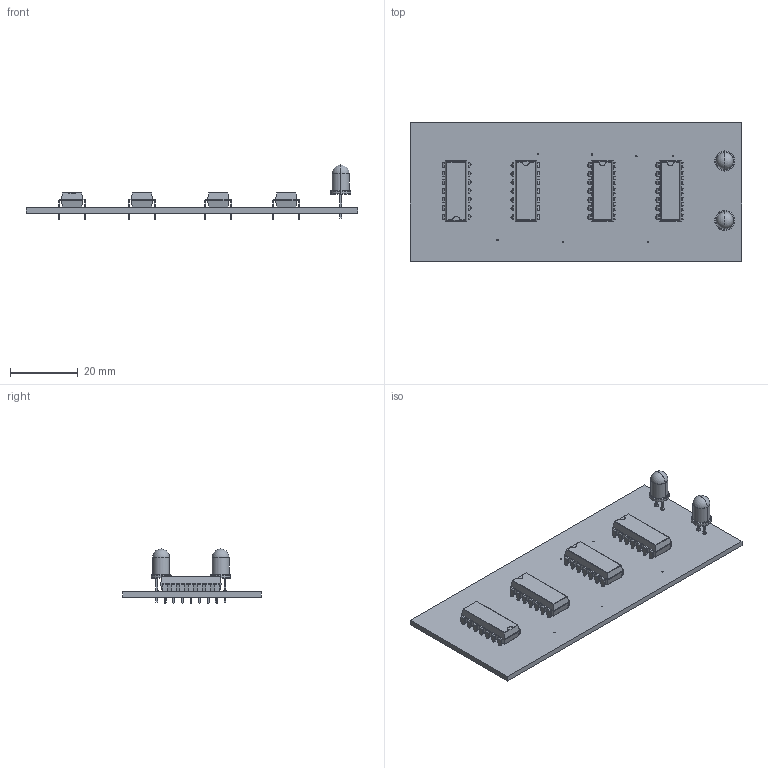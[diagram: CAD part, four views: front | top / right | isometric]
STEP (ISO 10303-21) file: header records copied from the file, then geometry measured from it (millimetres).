
FILE_DESCRIPTION(('PCB Model'),'2;1');
FILE_NAME('Full Subtractor.STEP','2022-04-19T23:40:09',('danie'),('Unspecified'), 'Open CASCADE STEP processor 6.8','Proteus','Unknown');
FILE_SCHEMA(('CONFIG_CONTROL_DESIGN','SHAPE_APPEARANCE_LAYER_MIM'));
Length unit declared in the file: millimetre
Products named in the file (16): Open CASCADE STEP translator 6.8 3; Layer_1; X-OR_GATE; Open CASCADE STEP translator 6.8 3.2.1; Body_1; NOT_GATE; Open CASCADE STEP translator 6.8 3.3.1; AND_GATE; Open CASCADE STEP translator 6.8 3.4.1; OR_GATE; Open CASCADE STEP translator 6.8 3.5.1; LED; Open CASCADE STEP translator 6.8 3.6.1; Open CASCADE STEP translator 6.8 3.7.1
Assembly tree (19 placements, depth 4):
  Open CASCADE STEP translator 6.8 3
    Layer_1
    X-OR_GATE
      Open CASCADE STEP translator 6.8 3.2.1
        Body_1
    NOT_GATE
      Open CASCADE STEP translator 6.8 3.3.1
        Body_1
    AND_GATE
      Open CASCADE STEP translator 6.8 3.4.1
        Body_1
    OR_GATE
      Open CASCADE STEP translator 6.8 3.5.1
        Body_1
    LED
      Open CASCADE STEP translator 6.8 3.6.1
        Body_1
    LED
      Open CASCADE STEP translator 6.8 3.7.1
        Body_1
Bounding box: 97.5 x 40.61 x 15.9 mm (x, y, z)
Volume: 8259.3 mm3; surface area: 11717 mm2
Topology: 7 solids, 9 shells, 1418 faces, 3820 edges, 2428 vertices
Faces by surface type: plane 986, cylinder 392, torus 24, sphere 8, cone 8
Entity records: 20436 total; most frequent: CARTESIAN_POINT 3095, DIRECTION 2896, ORIENTED_EDGE 2882, EDGE_CURVE 1441, AXIS2_PLACEMENT_3D 995, VERTEX_POINT 928, LINE 906, VECTOR 906
